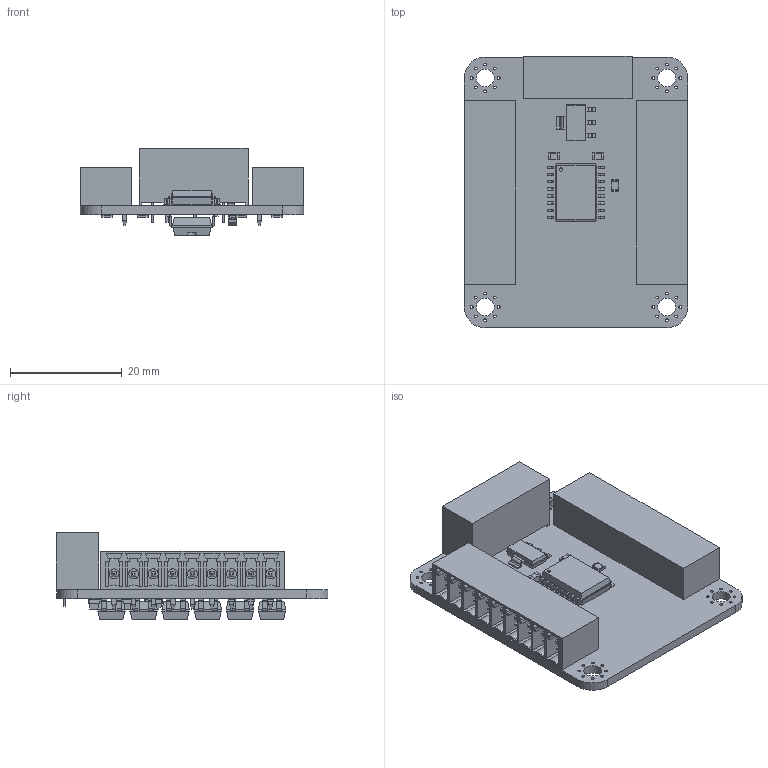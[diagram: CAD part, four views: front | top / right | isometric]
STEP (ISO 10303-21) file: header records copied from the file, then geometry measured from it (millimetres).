
FILE_DESCRIPTION(('KiCad electronic assembly'),'2;1');
FILE_NAME('IoTGW_Isolation.step','2025-01-31T16:42:07',('Pcbnew'),( 'Kicad'),'Open CASCADE STEP processor 7.8','KiCad to STEP converter' ,'Unknown');
FILE_SCHEMA(('AUTOMOTIVE_DESIGN { 1 0 10303 214 1 1 1 1 }'));
Length unit declared in the file: millimetre
Products named in the file (18): IoTGW_Isolation 1; SOT-223; SOT_223; SOIC-16W_7.5x10.3mm_P1.27mm; SOIC_16W_75x103mm_P127mm; R_0805_2012Metric; 0395021009_9pin; 0395021009_1; C_0805_2012Metric; TBA_2-0511; TBA2-SINGLE; SMDIP-4_W9.53mm; SMDIP_4_W953mm; CP_EIA-3216-18_Kemet-A; CP_EIA_3216_18_Kemet_A; _autosave-IoTGW_Isolation_PCB
Assembly tree (38 placements, depth 3):
  IoTGW_Isolation 1
    SOT-223
      SOT_223
    SOIC-16W_7.5x10.3mm_P1.27mm
      SOIC_16W_75x103mm_P127mm
    R_0805_2012Metric  x13
      R_0805_2012Metric
    0395021009_9pin  x2
      0395021009_1
    C_0805_2012Metric  x2
      C_0805_2012Metric
    TBA_2-0511
      TBA2-SINGLE
    SMDIP-4_W9.53mm  x6
      SMDIP_4_W953mm
    CP_EIA-3216-18_Kemet-A  x3
      CP_EIA_3216_18_Kemet_A
    _autosave-IoTGW_Isolation_PCB
Bounding box: 40 x 48.65 x 15.58 mm (x, y, z)
Volume: 7396.1 mm3; surface area: 12784.6 mm2
Topology: 30 solids, 30 shells, 2220 faces, 5745 edges, 3726 vertices
Faces by surface type: plane 1575, cylinder 442, bspline 203
Full cylindrical faces by diameter (mm): 0.5 x32, 0.6 x1, 1 x4, 1.2 x18, 3.2 x4
Entity records: 35725 total; most frequent: CARTESIAN_POINT 6821, ORIENTED_EDGE 5174, DIRECTION 4877, EDGE_CURVE 2587, LINE 2077, VECTOR 2077, VERTEX_POINT 1648, AXIS2_PLACEMENT_3D 1400
